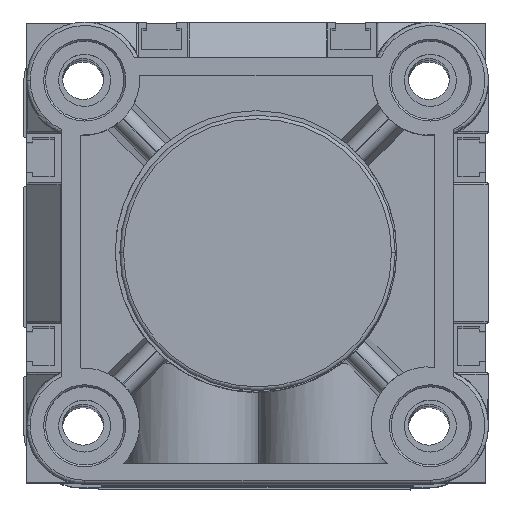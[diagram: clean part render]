
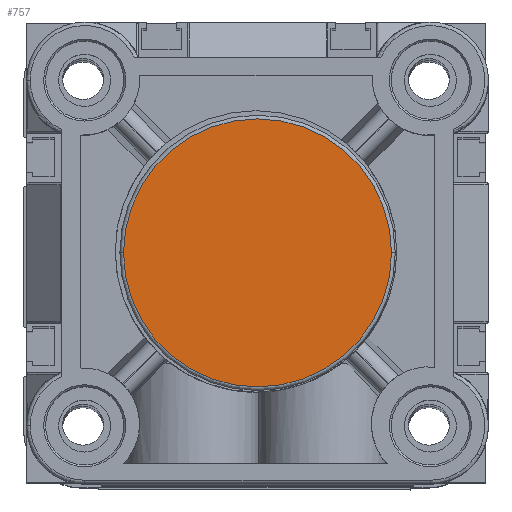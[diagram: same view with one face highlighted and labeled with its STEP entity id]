
A CAD part, top view. The second image highlights one B-rep face of the part: STEP entity #757.
In plain terms, the highlighted face is planar.
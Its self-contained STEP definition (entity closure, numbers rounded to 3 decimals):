
#418 = CARTESIAN_POINT ( 'NONE',  ( 32., 32., -3.95 ) ) ;
#757 = ADVANCED_FACE ( 'NONE', ( #9755 ), #31991, .F. ) ;
#3029 = DIRECTION ( 'NONE',  ( 1., 0., 0. ) ) ;
#3313 = CIRCLE ( 'NONE', #9883, 21.9 ) ;
#5522 = EDGE_CURVE ( 'NONE', #27858, #14510, #9091, .T. ) ;
#6194 = ORIENTED_EDGE ( 'NONE', *, *, #13427, .T. ) ;
#8728 = DIRECTION ( 'NONE',  ( 0., 0., -1. ) ) ;
#9091 = CIRCLE ( 'NONE', #30636, 21.9 ) ;
#9755 = FACE_OUTER_BOUND ( 'NONE', #27428, .T. ) ;
#9883 = AXIS2_PLACEMENT_3D ( 'NONE', #418, #18698, #3029 ) ;
#13427 = EDGE_CURVE ( 'NONE', #14510, #27858, #3313, .T. ) ;
#14510 = VERTEX_POINT ( 'NONE', #29846 ) ;
#18596 = AXIS2_PLACEMENT_3D ( 'NONE', #21716, #32854, #25043 ) ;
#18698 = DIRECTION ( 'NONE',  ( 0., 0., -1. ) ) ;
#21307 = CARTESIAN_POINT ( 'NONE',  ( 53.9, 32., -3.95 ) ) ;
#21716 = CARTESIAN_POINT ( 'NONE',  ( 0., 0., -3.95 ) ) ;
#22408 = ORIENTED_EDGE ( 'NONE', *, *, #5522, .T. ) ;
#24294 = CARTESIAN_POINT ( 'NONE',  ( 32., 32., -3.95 ) ) ;
#25043 = DIRECTION ( 'NONE',  ( 1., 0., 0. ) ) ;
#26890 = DIRECTION ( 'NONE',  ( 1., 0., 0. ) ) ;
#27428 = EDGE_LOOP ( 'NONE', ( #22408, #6194 ) ) ;
#27858 = VERTEX_POINT ( 'NONE', #21307 ) ;
#29846 = CARTESIAN_POINT ( 'NONE',  ( 10.1, 32., -3.95 ) ) ;
#30636 = AXIS2_PLACEMENT_3D ( 'NONE', #24294, #8728, #26890 ) ;
#31991 = PLANE ( 'NONE',  #18596 ) ;
#32854 = DIRECTION ( 'NONE',  ( 0., 0., 1. ) ) ;
